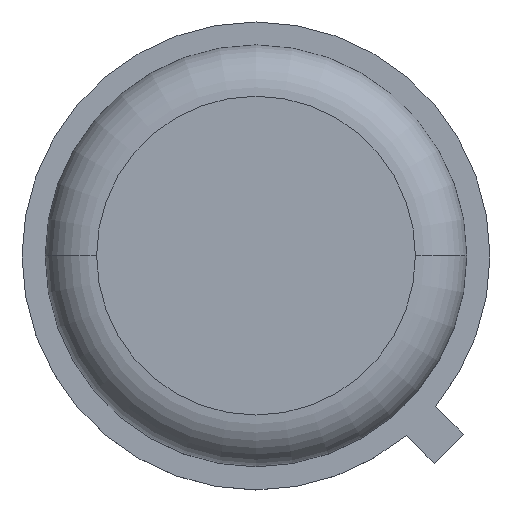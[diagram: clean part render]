
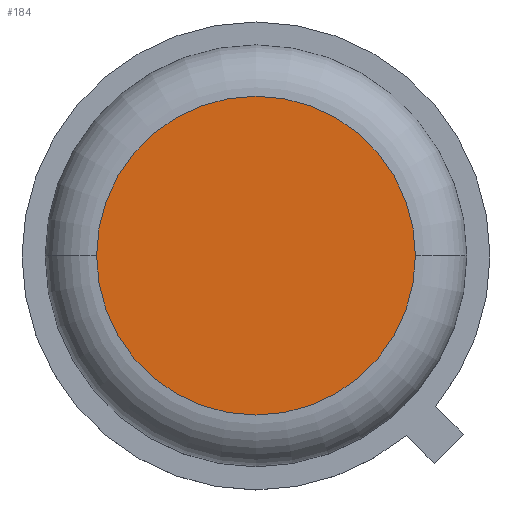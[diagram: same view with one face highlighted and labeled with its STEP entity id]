
A CAD part, top view. The second image highlights one B-rep face of the part: STEP entity #184.
In plain terms, the highlighted planar face has unit normal (0, 0, 1).
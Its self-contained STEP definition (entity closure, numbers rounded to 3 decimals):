
#55 = CARTESIAN_POINT ( 'NONE',  ( 0., 0., 4.2 ) ) ;
#95 = CIRCLE ( 'NONE', #202, 3.1 ) ;
#102 = CARTESIAN_POINT ( 'NONE',  ( 0., 0., 4.2 ) ) ;
#184 = ADVANCED_FACE ( 'NONE', ( #403 ), #698, .T. ) ;
#202 = AXIS2_PLACEMENT_3D ( 'NONE', #634, #914, #269 ) ;
#269 = DIRECTION ( 'NONE',  ( 1., 0., 0. ) ) ;
#281 = CIRCLE ( 'NONE', #806, 3.1 ) ;
#333 = DIRECTION ( 'NONE',  ( 0., 0., 1. ) ) ;
#359 = ORIENTED_EDGE ( 'NONE', *, *, #618, .T. ) ;
#380 = DIRECTION ( 'NONE',  ( 0., 0., 1. ) ) ;
#383 = ORIENTED_EDGE ( 'NONE', *, *, #755, .T. ) ;
#403 = FACE_OUTER_BOUND ( 'NONE', #770, .T. ) ;
#509 = VERTEX_POINT ( 'NONE', #582 ) ;
#582 = CARTESIAN_POINT ( 'NONE',  ( -3.1, 0., 4.2 ) ) ;
#596 = VERTEX_POINT ( 'NONE', #804 ) ;
#618 = EDGE_CURVE ( 'NONE', #596, #509, #281, .T. ) ;
#621 = DIRECTION ( 'NONE',  ( 1., 0., 0. ) ) ;
#629 = AXIS2_PLACEMENT_3D ( 'NONE', #55, #333, #621 ) ;
#634 = CARTESIAN_POINT ( 'NONE',  ( 0., 0., 4.2 ) ) ;
#672 = DIRECTION ( 'NONE',  ( 1., 0., 0. ) ) ;
#698 = PLANE ( 'NONE',  #629 ) ;
#755 = EDGE_CURVE ( 'NONE', #509, #596, #95, .T. ) ;
#770 = EDGE_LOOP ( 'NONE', ( #359, #383 ) ) ;
#804 = CARTESIAN_POINT ( 'NONE',  ( 3.1, 0., 4.2 ) ) ;
#806 = AXIS2_PLACEMENT_3D ( 'NONE', #102, #380, #672 ) ;
#914 = DIRECTION ( 'NONE',  ( 0., 0., 1. ) ) ;
